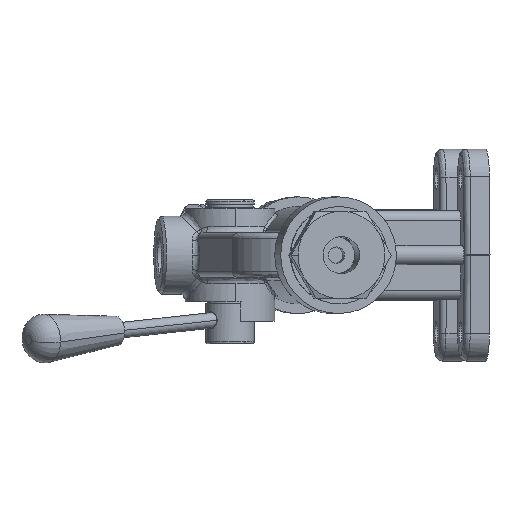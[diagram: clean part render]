
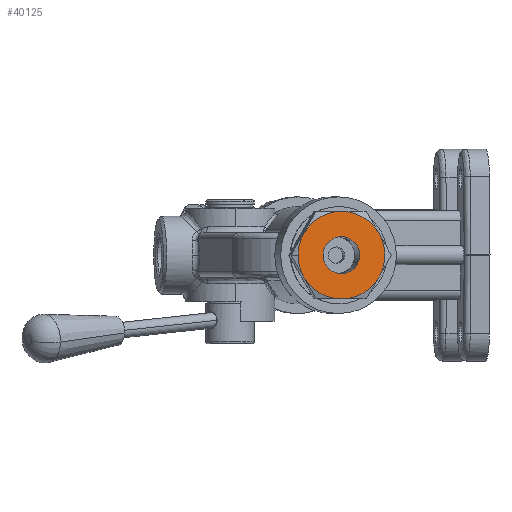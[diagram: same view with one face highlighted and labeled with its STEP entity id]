
A CAD part, left-side view. The second image highlights one B-rep face of the part: STEP entity #40125.
In plain terms, the highlighted planar face has unit normal (-0.991, -0.131, 0).
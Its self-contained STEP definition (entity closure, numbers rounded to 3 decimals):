
#248 = CARTESIAN_POINT ( 'NONE',  ( -188.723, -47.28, 111.002 ) ) ;
#451 = VERTEX_POINT ( 'NONE', #37797 ) ;
#1039 = DIRECTION ( 'NONE',  ( -0.131, 0.991, 0. ) ) ;
#1204 = EDGE_LOOP ( 'NONE', ( #29813, #17064, #16209, #8725, #21058, #11521, #14446 ) ) ;
#2463 = DIRECTION ( 'NONE',  ( 0.991, 0.131, 0. ) ) ;
#2741 = DIRECTION ( 'NONE',  ( -0.131, 0.991, 0. ) ) ;
#2818 = VERTEX_POINT ( 'NONE', #22988 ) ;
#3030 = CARTESIAN_POINT ( 'NONE',  ( -186.172, -66.598, 122.252 ) ) ;
#3823 = DIRECTION ( 'NONE',  ( 0.991, 0.131, 0. ) ) ;
#3858 = AXIS2_PLACEMENT_3D ( 'NONE', #41585, #22109, #2741 ) ;
#4635 = CIRCLE ( 'NONE', #16941, 22.5 ) ;
#4709 = EDGE_CURVE ( 'NONE', #2818, #451, #38913, .T. ) ;
#4942 = VERTEX_POINT ( 'NONE', #34720 ) ;
#5501 = CARTESIAN_POINT ( 'NONE',  ( -186.172, -66.598, 144.752 ) ) ;
#6113 = CARTESIAN_POINT ( 'NONE',  ( -186.172, -66.598, 122.252 ) ) ;
#6268 = DIRECTION ( 'NONE',  ( -0.131, 0.991, 0. ) ) ;
#6347 = AXIS2_PLACEMENT_3D ( 'NONE', #39872, #20413, #1039 ) ;
#7373 = AXIS2_PLACEMENT_3D ( 'NONE', #7670, #30328, #10917 ) ;
#7561 = EDGE_CURVE ( 'NONE', #15892, #2818, #21578, .T. ) ;
#7670 = CARTESIAN_POINT ( 'NONE',  ( -186.172, -66.598, 122.252 ) ) ;
#8725 = ORIENTED_EDGE ( 'NONE', *, *, #39623, .F. ) ;
#8893 = CARTESIAN_POINT ( 'NONE',  ( -186.172, -66.598, 122.252 ) ) ;
#9025 = EDGE_CURVE ( 'NONE', #12542, #17477, #36259, .T. ) ;
#9326 = DIRECTION ( 'NONE',  ( -0.131, 0.991, 0. ) ) ;
#9784 = CIRCLE ( 'NONE', #36749, 9.5 ) ;
#10832 = EDGE_CURVE ( 'NONE', #17477, #15892, #30568, .T. ) ;
#10917 = DIRECTION ( 'NONE',  ( -0.131, 0.991, 0. ) ) ;
#11521 = ORIENTED_EDGE ( 'NONE', *, *, #20221, .F. ) ;
#12151 = DIRECTION ( 'NONE',  ( 0., 0., 1. ) ) ;
#12155 = CARTESIAN_POINT ( 'NONE',  ( -186.172, -66.598, 122.252 ) ) ;
#12542 = VERTEX_POINT ( 'NONE', #25097 ) ;
#14446 = ORIENTED_EDGE ( 'NONE', *, *, #4709, .F. ) ;
#15398 = DIRECTION ( 'NONE',  ( 0., 0., 1. ) ) ;
#15892 = VERTEX_POINT ( 'NONE', #248 ) ;
#16209 = ORIENTED_EDGE ( 'NONE', *, *, #9025, .F. ) ;
#16622 = VERTEX_POINT ( 'NONE', #5501 ) ;
#16941 = AXIS2_PLACEMENT_3D ( 'NONE', #23209, #3823, #26498 ) ;
#17064 = ORIENTED_EDGE ( 'NONE', *, *, #10832, .F. ) ;
#17477 = VERTEX_POINT ( 'NONE', #37091 ) ;
#18449 = EDGE_LOOP ( 'NONE', ( #24264, #31893 ) ) ;
#19406 = AXIS2_PLACEMENT_3D ( 'NONE', #3030, #25678, #6268 ) ;
#20221 = EDGE_CURVE ( 'NONE', #451, #16622, #32773, .T. ) ;
#20413 = DIRECTION ( 'NONE',  ( 0.991, 0.131, 0. ) ) ;
#21058 = ORIENTED_EDGE ( 'NONE', *, *, #22252, .F. ) ;
#21578 = CIRCLE ( 'NONE', #19406, 22.5 ) ;
#21840 = CARTESIAN_POINT ( 'NONE',  ( -186.172, -66.598, 122.252 ) ) ;
#21977 = DIRECTION ( 'NONE',  ( 0., 0., -1. ) ) ;
#22109 = DIRECTION ( 'NONE',  ( 0.991, 0.131, 0. ) ) ;
#22252 = EDGE_CURVE ( 'NONE', #16622, #33385, #38300, .T. ) ;
#22988 = CARTESIAN_POINT ( 'NONE',  ( -189.118, -44.291, 122.252 ) ) ;
#23209 = CARTESIAN_POINT ( 'NONE',  ( -186.172, -66.598, 122.252 ) ) ;
#23310 = AXIS2_PLACEMENT_3D ( 'NONE', #21840, #2463, #25114 ) ;
#23687 = EDGE_CURVE ( 'NONE', #31464, #4942, #9784, .T. ) ;
#24025 = AXIS2_PLACEMENT_3D ( 'NONE', #34901, #41447, #21977 ) ;
#24264 = ORIENTED_EDGE ( 'NONE', *, *, #35618, .F. ) ;
#24968 = PLANE ( 'NONE',  #24025 ) ;
#25097 = CARTESIAN_POINT ( 'NONE',  ( -183.622, -85.915, 111.002 ) ) ;
#25114 = DIRECTION ( 'NONE',  ( 0., 0., -1. ) ) ;
#25678 = DIRECTION ( 'NONE',  ( 0.991, 0.131, 0. ) ) ;
#26498 = DIRECTION ( 'NONE',  ( 0., 0., -1. ) ) ;
#27939 = FACE_BOUND ( 'NONE', #18449, .T. ) ;
#28759 = DIRECTION ( 'NONE',  ( 0.991, 0.131, 0. ) ) ;
#28956 = FACE_OUTER_BOUND ( 'NONE', #1204, .T. ) ;
#29813 = ORIENTED_EDGE ( 'NONE', *, *, #7561, .F. ) ;
#30328 = DIRECTION ( 'NONE',  ( 0.991, 0.131, 0. ) ) ;
#30568 = CIRCLE ( 'NONE', #3858, 22.5 ) ;
#31464 = VERTEX_POINT ( 'NONE', #40092 ) ;
#31556 = DIRECTION ( 'NONE',  ( -0.991, -0.131, 0. ) ) ;
#31893 = ORIENTED_EDGE ( 'NONE', *, *, #23687, .F. ) ;
#32497 = CARTESIAN_POINT ( 'NONE',  ( -183.622, -85.915, 133.502 ) ) ;
#32773 = CIRCLE ( 'NONE', #41293, 22.5 ) ;
#33385 = VERTEX_POINT ( 'NONE', #32497 ) ;
#34720 = CARTESIAN_POINT ( 'NONE',  ( -186.172, -66.598, 131.752 ) ) ;
#34722 = CIRCLE ( 'NONE', #35591, 9.5 ) ;
#34843 = DIRECTION ( 'NONE',  ( -0.991, -0.131, 0. ) ) ;
#34901 = CARTESIAN_POINT ( 'NONE',  ( -187.416, -57.179, 122.252 ) ) ;
#35591 = AXIS2_PLACEMENT_3D ( 'NONE', #12155, #34843, #15398 ) ;
#35618 = EDGE_CURVE ( 'NONE', #4942, #31464, #34722, .T. ) ;
#36259 = CIRCLE ( 'NONE', #23310, 22.5 ) ;
#36749 = AXIS2_PLACEMENT_3D ( 'NONE', #8893, #31556, #12151 ) ;
#37091 = CARTESIAN_POINT ( 'NONE',  ( -186.172, -66.598, 99.752 ) ) ;
#37797 = CARTESIAN_POINT ( 'NONE',  ( -188.723, -47.28, 133.502 ) ) ;
#38300 = CIRCLE ( 'NONE', #7373, 22.5 ) ;
#38913 = CIRCLE ( 'NONE', #6347, 22.5 ) ;
#39623 = EDGE_CURVE ( 'NONE', #33385, #12542, #4635, .T. ) ;
#39872 = CARTESIAN_POINT ( 'NONE',  ( -186.172, -66.598, 122.252 ) ) ;
#40092 = CARTESIAN_POINT ( 'NONE',  ( -186.172, -66.598, 112.752 ) ) ;
#40125 = ADVANCED_FACE ( 'NONE', ( #28956, #27939 ), #24968, .F. ) ;
#41293 = AXIS2_PLACEMENT_3D ( 'NONE', #6113, #28759, #9326 ) ;
#41447 = DIRECTION ( 'NONE',  ( 0.991, 0.131, 0. ) ) ;
#41585 = CARTESIAN_POINT ( 'NONE',  ( -186.172, -66.598, 122.252 ) ) ;
